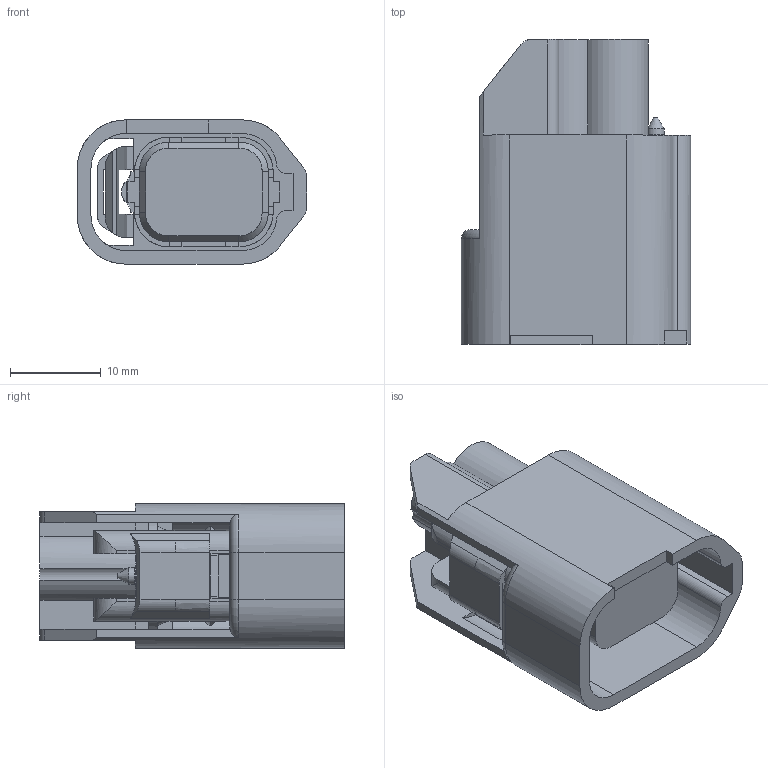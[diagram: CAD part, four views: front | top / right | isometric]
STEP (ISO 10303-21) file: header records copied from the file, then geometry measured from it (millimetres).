
FILE_DESCRIPTION(/* description */ (''),/* implementation_level */ '2;1');
FILE_NAME(/* name */ '13627828-ENV10_01-CONN.stp',/* time_stamp */ '2023-07-08T15:24:12+08:00',/* author */ (''),/* organization */ (''),/* preprocessor_version */ 'ST-DEVELOPER v16',/* originating_system */ 'SIEMENS PLM Software NX 11.0',/* authorisation */ '');
FILE_SCHEMA (('AUTOMOTIVE_DESIGN { 1 0 10303 214 3 1 1 1 }'));
Length unit declared in the file: millimetre
Products named in the file (1): 13627828-ENV10_01-CONN
Bounding box: 25.2 x 33.5 x 15.85 mm (x, y, z)
Volume: 5879.5 mm3; surface area: 5367.6 mm2
Topology: 1 solids, 1 shells, 213 faces, 667 edges, 455 vertices
Faces by surface type: plane 143, cylinder 52, cone 14, torus 2, extrusion 2
Full cylindrical faces by diameter (mm): 1.2 x2, 1.85 x2
Entity records: 7881 total; most frequent: CARTESIAN_POINT 1969, ORIENTED_EDGE 1318, DIRECTION 1143, EDGE_CURVE 659, VERTEX_POINT 453, VECTOR 409, LINE 407, AXIS2_PLACEMENT_3D 367
